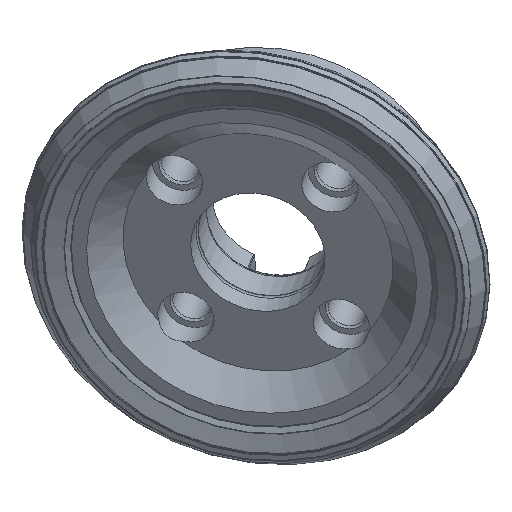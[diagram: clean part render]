
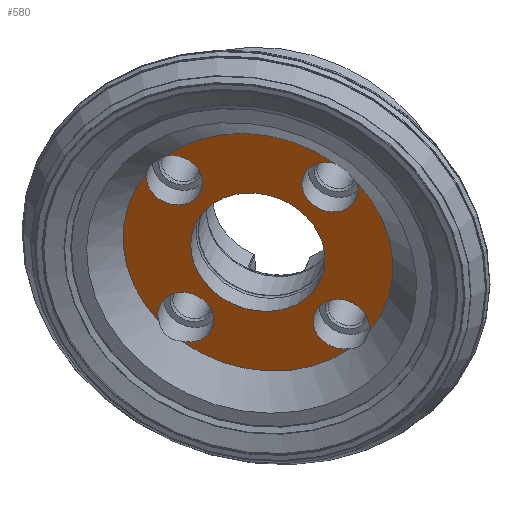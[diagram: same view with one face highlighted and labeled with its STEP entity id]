
A CAD part, isometric view. The second image highlights one B-rep face of the part: STEP entity #580.
In plain terms, the highlighted planar face has unit normal (-0.836, -0.545, 0.07).
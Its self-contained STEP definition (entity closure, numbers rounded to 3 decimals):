
#266=PLANE('',#2182);
#345=FACE_BOUND('',#784,.T.);
#346=FACE_BOUND('',#785,.T.);
#580=ADVANCED_FACE('',(#345,#346),#266,.F.);
#784=EDGE_LOOP('',(#1239,#1240,#1241,#1242,#1243,#1244,#1245,#1246));
#785=EDGE_LOOP('',(#1247));
#1053=CIRCLE('',#2172,62.25);
#1054=CIRCLE('',#2173,62.25);
#1055=CIRCLE('',#2174,62.25);
#1056=CIRCLE('',#2175,62.25);
#1057=CIRCLE('',#2177,13.);
#1058=CIRCLE('',#2178,13.);
#1059=CIRCLE('',#2179,13.);
#1060=CIRCLE('',#2180,13.);
#1061=CIRCLE('',#2181,31.);
#1239=ORIENTED_EDGE('',*,*,#1867,.F.);
#1240=ORIENTED_EDGE('',*,*,#1866,.F.);
#1241=ORIENTED_EDGE('',*,*,#1868,.F.);
#1242=ORIENTED_EDGE('',*,*,#1864,.F.);
#1243=ORIENTED_EDGE('',*,*,#1869,.F.);
#1244=ORIENTED_EDGE('',*,*,#1862,.F.);
#1245=ORIENTED_EDGE('',*,*,#1870,.F.);
#1246=ORIENTED_EDGE('',*,*,#1860,.F.);
#1247=ORIENTED_EDGE('',*,*,#1871,.F.);
#1671=VERTEX_POINT('',#3140);
#1672=VERTEX_POINT('',#3141);
#1673=VERTEX_POINT('',#3143);
#1674=VERTEX_POINT('',#3150);
#1675=VERTEX_POINT('',#3152);
#1676=VERTEX_POINT('',#3159);
#1677=VERTEX_POINT('',#3161);
#1678=VERTEX_POINT('',#3168);
#1679=VERTEX_POINT('',#3176);
#1860=EDGE_CURVE('',#1671,#1673,#1053,.T.);
#1862=EDGE_CURVE('',#1674,#1675,#1054,.T.);
#1864=EDGE_CURVE('',#1676,#1677,#1055,.T.);
#1866=EDGE_CURVE('',#1678,#1672,#1056,.T.);
#1867=EDGE_CURVE('',#1672,#1671,#1057,.T.);
#1868=EDGE_CURVE('',#1677,#1678,#1058,.T.);
#1869=EDGE_CURVE('',#1675,#1676,#1059,.T.);
#1870=EDGE_CURVE('',#1673,#1674,#1060,.T.);
#1871=EDGE_CURVE('',#1679,#1679,#1061,.T.);
#2172=AXIS2_PLACEMENT_3D('',#3142,#2426,#2427);
#2173=AXIS2_PLACEMENT_3D('',#3151,#2428,#2429);
#2174=AXIS2_PLACEMENT_3D('',#3160,#2430,#2431);
#2175=AXIS2_PLACEMENT_3D('',#3169,#2432,#2433);
#2177=AXIS2_PLACEMENT_3D('',#3171,#2436,#2437);
#2178=AXIS2_PLACEMENT_3D('',#3172,#2438,#2439);
#2179=AXIS2_PLACEMENT_3D('',#3173,#2440,#2441);
#2180=AXIS2_PLACEMENT_3D('',#3174,#2442,#2443);
#2181=AXIS2_PLACEMENT_3D('',#3175,#2444,#2445);
#2182=AXIS2_PLACEMENT_3D('',#3177,#2446,#2447);
#2426=DIRECTION('',(0.836,0.545,-0.069));
#2427=DIRECTION('',(-0.546,0.838,0.));
#2428=DIRECTION('',(0.836,0.545,-0.069));
#2429=DIRECTION('',(-0.546,0.838,0.));
#2430=DIRECTION('',(0.836,0.545,-0.069));
#2431=DIRECTION('',(-0.546,0.838,0.));
#2432=DIRECTION('',(0.836,0.545,-0.069));
#2433=DIRECTION('',(-0.546,0.838,0.));
#2436=DIRECTION('',(-0.836,-0.545,0.069));
#2437=DIRECTION('',(-0.546,0.838,0.));
#2438=DIRECTION('',(-0.836,-0.545,0.069));
#2439=DIRECTION('',(-0.546,0.838,0.));
#2440=DIRECTION('',(-0.836,-0.545,0.069));
#2441=DIRECTION('',(-0.546,0.838,0.));
#2442=DIRECTION('',(-0.836,-0.545,0.069));
#2443=DIRECTION('',(-0.546,0.838,0.));
#2444=DIRECTION('',(-0.836,-0.545,0.069));
#2445=DIRECTION('',(-0.546,0.838,0.));
#2446=DIRECTION('',(0.836,0.545,-0.069));
#2447=DIRECTION('',(-0.546,0.838,0.));
#3140=CARTESIAN_POINT('',(-26.627,42.975,-54.823));
#3141=CARTESIAN_POINT('',(-21.242,36.043,-44.423));
#3142=CARTESIAN_POINT('',(-47.509,80.724,-9.945));
#3143=CARTESIAN_POINT('',(-69.4,107.71,-61.595));
#3150=CARTESIAN_POINT('',(-74.584,116.775,-52.868));
#3151=CARTESIAN_POINT('',(-47.509,80.724,-9.945));
#3152=CARTESIAN_POINT('',(-73.775,125.406,24.532));
#3159=CARTESIAN_POINT('',(-68.391,118.474,34.932));
#3160=CARTESIAN_POINT('',(-47.509,80.724,-9.945));
#3161=CARTESIAN_POINT('',(-25.618,53.739,41.704));
#3168=CARTESIAN_POINT('',(-20.434,44.674,32.977));
#3169=CARTESIAN_POINT('',(-47.509,80.724,-9.945));
#3171=CARTESIAN_POINT('',(-28.155,46.887,-42.52));
#3172=CARTESIAN_POINT('',(-27.409,54.849,28.876));
#3173=CARTESIAN_POINT('',(-66.863,114.562,22.629));
#3174=CARTESIAN_POINT('',(-67.609,106.6,-48.766));
#3175=CARTESIAN_POINT('',(-47.509,80.724,-9.945));
#3176=CARTESIAN_POINT('',(-64.441,106.692,-9.945));
#3177=CARTESIAN_POINT('',(-47.509,80.724,-9.945));
